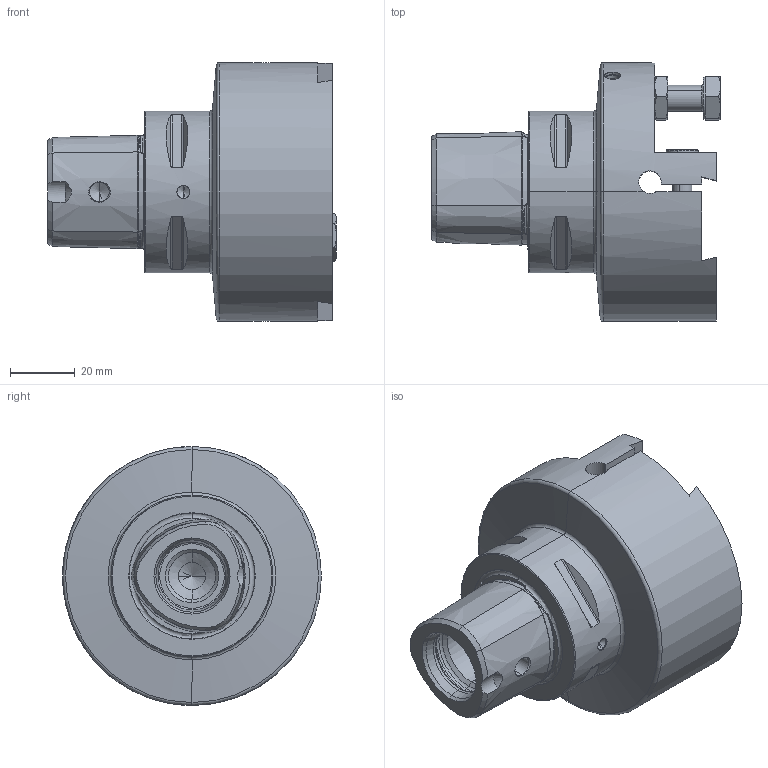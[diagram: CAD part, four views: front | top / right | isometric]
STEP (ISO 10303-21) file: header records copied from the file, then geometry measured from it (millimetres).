
FILE_DESCRIPTION (( 'STEP AP214' ), '1' );
FILE_NAME ('PS5.AM3.K11.058.STEP', '2020-09-11T08:15:48', ( '' ), ( '' ), 'SwSTEP 2.0', 'SolidWorks 2017', '' );
FILE_SCHEMA (( 'AUTOMOTIVE_DESIGN' ));
Length unit declared in the file: millimetre
Products named in the file (7): AM3-ER1.001.020_PreviewCfg; PS5.AM3.K11.058; ISO 4026 - M8 x 10_PreviewCfg; PS5-AM3.K11.058_A; KVT_MB_600_050; ISO 4035 - M8_PreviewCfg; ISO 4762 - M6 x 16_PreviewCfg
Assembly tree (9 placements, depth 2):
  PS5.AM3.K11.058
    PS5-AM3.K11.058_A
    ISO 4762 - M6 x 16_PreviewCfg  x3
    AM3-ER1.001.020_PreviewCfg
    ISO 4035 - M8_PreviewCfg
    KVT_MB_600_050  x2
    ISO 4026 - M8 x 10_PreviewCfg
Bounding box: 89.3 x 80 x 80 mm (x, y, z)
Volume: 193919 mm3; surface area: 39647.5 mm2
Topology: 11 solids, 11 shells, 436 faces, 1010 edges, 592 vertices
Faces by surface type: cone 156, plane 124, cylinder 106, torus 46, sphere 4
Entity records: 11547 total; most frequent: CARTESIAN_POINT 3124, DIRECTION 1713, ORIENTED_EDGE 1612, EDGE_CURVE 806, AXIS2_PLACEMENT_3D 697, VERTEX_POINT 487, EDGE_LOOP 387, ADVANCED_FACE 350
